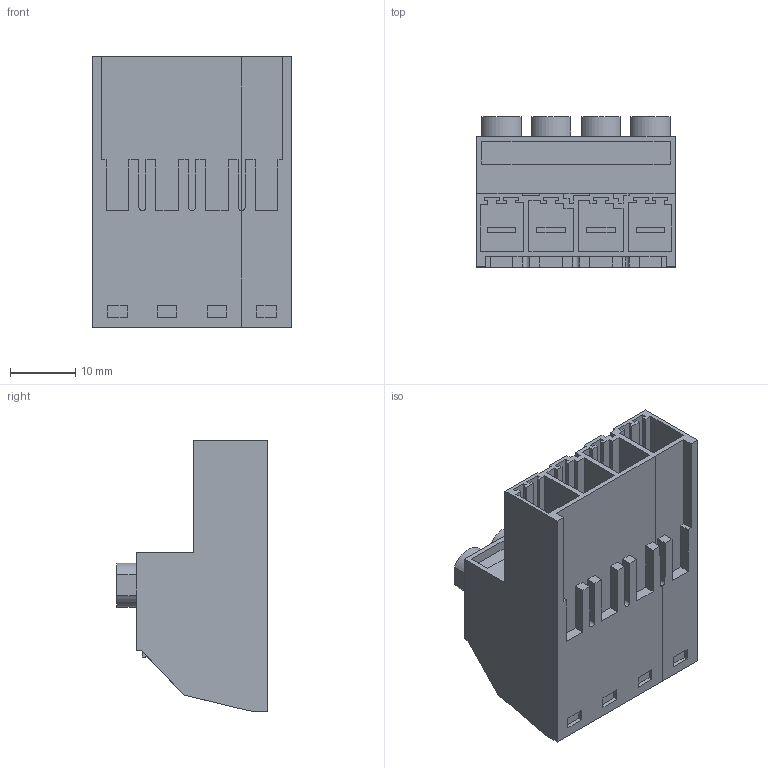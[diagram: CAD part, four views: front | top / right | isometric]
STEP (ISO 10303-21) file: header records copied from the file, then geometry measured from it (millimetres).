
FILE_DESCRIPTION(('CATIA V5 STEP Exchange','CAx-IF Rec.Pracs.--- Model Styling and Organization---1.4--- 2014-01-23'),'2;1');
FILE_NAME ('D1459464_1_1931640000_1931640000.stp','2023-02-01T15:26:19+00:00',('none'),('Weidmueller'),'CATIA Version 5-6 Release 2016 SP3 HF44','CATIA V5 STEP AP214','none');
FILE_SCHEMA(('AUTOMOTIVE_DESIGN { 1 0 10303 214 1 1 1 1 }'));
Length unit declared in the file: millimetre
Products named in the file (1): 1931640000
Bounding box: 30.48 x 23.1 x 41.45 mm (x, y, z)
Volume: 12830.4 mm3; surface area: 9908.3 mm2
Topology: 9 solids, 9 shells, 341 faces, 913 edges, 611 vertices
Faces by surface type: plane 311, cylinder 30
Entity records: 10193 total; most frequent: ORIENTED_EDGE 1826, CARTESIAN_POINT 1813, DIRECTION 1370, EDGE_CURVE 913, VECTOR 828, LINE 828, VERTEX_POINT 611, EDGE_LOOP 362
